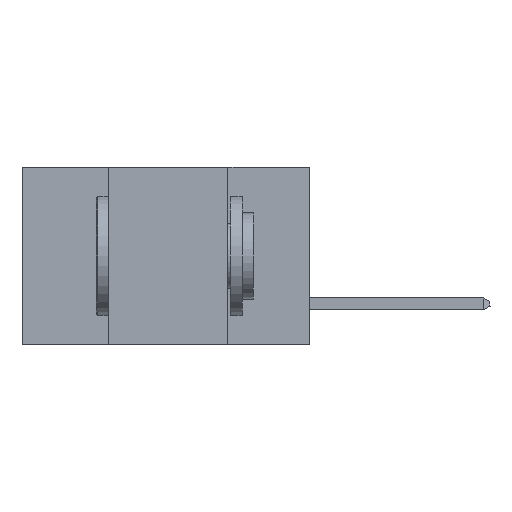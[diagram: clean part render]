
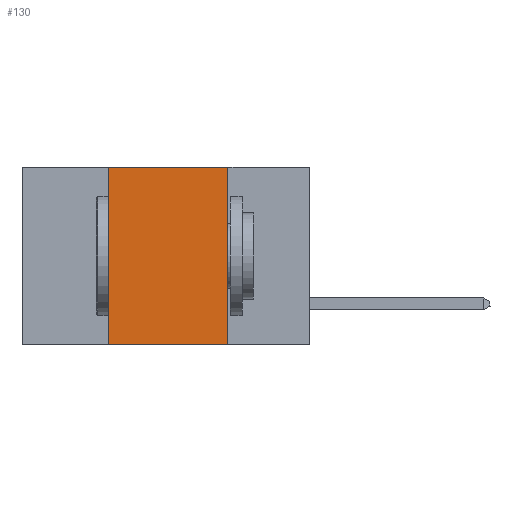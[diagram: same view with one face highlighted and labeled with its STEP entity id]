
A CAD part, left-side view. The second image highlights one B-rep face of the part: STEP entity #130.
In plain terms, the highlighted planar face has unit normal (-1, 0, 0).
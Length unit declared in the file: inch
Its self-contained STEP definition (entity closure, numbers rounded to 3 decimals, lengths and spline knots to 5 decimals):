
#130 = ADVANCED_FACE ( 'NONE', ( #7121 ), #233, .F. ) ;
#233 = PLANE ( 'NONE',  #20483 ) ;
#810 = EDGE_CURVE ( 'NONE', #18367, #14891, #14798, .T. ) ;
#1200 = CARTESIAN_POINT ( 'NONE',  ( 0., 0.42, -0.37 ) ) ;
#1502 = CARTESIAN_POINT ( 'NONE',  ( 0., 0.6, -0.37 ) ) ;
#1656 = CARTESIAN_POINT ( 'NONE',  ( 0., 0.17, 0. ) ) ;
#2338 = VECTOR ( 'NONE', #18525, 39.37008 ) ;
#3314 = CARTESIAN_POINT ( 'NONE',  ( 0., 0.42, 0. ) ) ;
#3737 = VECTOR ( 'NONE', #4282, 39.37008 ) ;
#4282 = DIRECTION ( 'NONE',  ( 0., 0., 1. ) ) ;
#5031 = DIRECTION ( 'NONE',  ( 1., 0., 0. ) ) ;
#5405 = CARTESIAN_POINT ( 'NONE',  ( 0., 0.17, 0. ) ) ;
#7121 = FACE_OUTER_BOUND ( 'NONE', #8023, .T. ) ;
#7147 = DIRECTION ( 'NONE',  ( 0., -1., 0. ) ) ;
#8023 = EDGE_LOOP ( 'NONE', ( #21052, #18566, #9401, #10917 ) ) ;
#8438 = DIRECTION ( 'NONE',  ( 0., 0., -1. ) ) ;
#9297 = EDGE_CURVE ( 'NONE', #18367, #14924, #12791, .T. ) ;
#9401 = ORIENTED_EDGE ( 'NONE', *, *, #9297, .F. ) ;
#10110 = DIRECTION ( 'NONE',  ( 0., 0., -1. ) ) ;
#10572 = CARTESIAN_POINT ( 'NONE',  ( 0., 0.6, 0. ) ) ;
#10917 = ORIENTED_EDGE ( 'NONE', *, *, #810, .T. ) ;
#12006 = LINE ( 'NONE', #1656, #12815 ) ;
#12390 = LINE ( 'NONE', #10572, #17155 ) ;
#12791 = LINE ( 'NONE', #19754, #3737 ) ;
#12815 = VECTOR ( 'NONE', #10110, 39.37008 ) ;
#14798 = LINE ( 'NONE', #1502, #2338 ) ;
#14891 = VERTEX_POINT ( 'NONE', #17876 ) ;
#14924 = VERTEX_POINT ( 'NONE', #3314 ) ;
#16238 = EDGE_CURVE ( 'NONE', #14924, #20128, #12390, .T. ) ;
#17155 = VECTOR ( 'NONE', #7147, 39.37008 ) ;
#17876 = CARTESIAN_POINT ( 'NONE',  ( 0., 0.17, -0.37 ) ) ;
#18367 = VERTEX_POINT ( 'NONE', #1200 ) ;
#18525 = DIRECTION ( 'NONE',  ( 0., -1., 0. ) ) ;
#18566 = ORIENTED_EDGE ( 'NONE', *, *, #16238, .F. ) ;
#18867 = CARTESIAN_POINT ( 'NONE',  ( 0., 0.6, 0. ) ) ;
#19754 = CARTESIAN_POINT ( 'NONE',  ( 0., 0.42, 0. ) ) ;
#19886 = EDGE_CURVE ( 'NONE', #20128, #14891, #12006, .T. ) ;
#20128 = VERTEX_POINT ( 'NONE', #5405 ) ;
#20483 = AXIS2_PLACEMENT_3D ( 'NONE', #18867, #5031, #8438 ) ;
#21052 = ORIENTED_EDGE ( 'NONE', *, *, #19886, .F. ) ;
